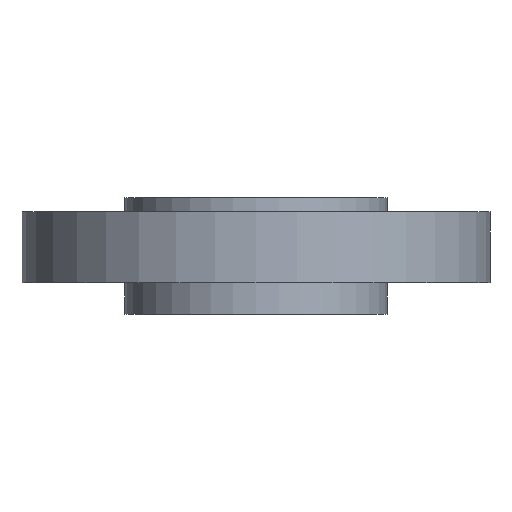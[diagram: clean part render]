
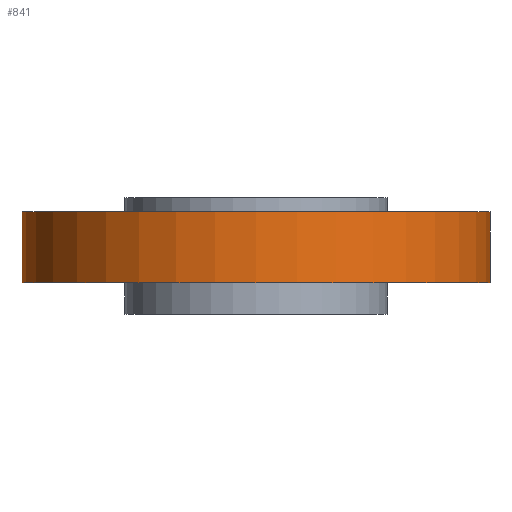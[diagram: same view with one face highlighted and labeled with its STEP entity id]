
A CAD part, front view. The second image highlights one B-rep face of the part: STEP entity #841.
In plain terms, the highlighted cylindrical face has radius 104.775 mm (diameter 209.55 mm), a partial arc.
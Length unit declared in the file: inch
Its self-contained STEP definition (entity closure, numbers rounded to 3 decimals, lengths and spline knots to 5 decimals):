
#25 = AXIS2_PLACEMENT_3D ( 'NONE', #1074, #327, #824 ) ;
#81 = VERTEX_POINT ( 'NONE', #635 ) ;
#88 = EDGE_LOOP ( 'NONE', ( #1012, #301, #954, #861 ) ) ;
#110 = VECTOR ( 'NONE', #485, 39.37008 ) ;
#147 = LINE ( 'NONE', #152, #110 ) ;
#152 = CARTESIAN_POINT ( 'NONE',  ( -4.125, 0., -13.16726 ) ) ;
#161 = CYLINDRICAL_SURFACE ( 'NONE', #25, 4.125 ) ;
#215 = DIRECTION ( 'NONE',  ( 0., 0., -1. ) ) ;
#299 = CARTESIAN_POINT ( 'NONE',  ( 0., 0., -1.5 ) ) ;
#301 = ORIENTED_EDGE ( 'NONE', *, *, #496, .F. ) ;
#327 = DIRECTION ( 'NONE',  ( 0., 0., 1. ) ) ;
#417 = CIRCLE ( 'NONE', #991, 4.125 ) ;
#421 = VERTEX_POINT ( 'NONE', #942 ) ;
#485 = DIRECTION ( 'NONE',  ( 0., 0., 1. ) ) ;
#492 = CARTESIAN_POINT ( 'NONE',  ( 4.125, 0., -1.5 ) ) ;
#496 = EDGE_CURVE ( 'NONE', #832, #421, #503, .T. ) ;
#503 = CIRCLE ( 'NONE', #916, 4.125 ) ;
#516 = LINE ( 'NONE', #670, #572 ) ;
#526 = EDGE_CURVE ( 'NONE', #421, #961, #147, .T. ) ;
#564 = DIRECTION ( 'NONE',  ( 0., 0., 1. ) ) ;
#572 = VECTOR ( 'NONE', #581, 39.37008 ) ;
#581 = DIRECTION ( 'NONE',  ( 0., 0., 1. ) ) ;
#634 = DIRECTION ( 'NONE',  ( 1., 0., 0. ) ) ;
#635 = CARTESIAN_POINT ( 'NONE',  ( 4.125, 0., -0.25 ) ) ;
#638 = CARTESIAN_POINT ( 'NONE',  ( 0., 0., -0.25 ) ) ;
#645 = DIRECTION ( 'NONE',  ( 1., 0., 0. ) ) ;
#670 = CARTESIAN_POINT ( 'NONE',  ( 4.125, 0., -13.16726 ) ) ;
#734 = FACE_OUTER_BOUND ( 'NONE', #88, .T. ) ;
#824 = DIRECTION ( 'NONE',  ( 1., 0., 0. ) ) ;
#827 = EDGE_CURVE ( 'NONE', #961, #81, #417, .T. ) ;
#832 = VERTEX_POINT ( 'NONE', #492 ) ;
#841 = ADVANCED_FACE ( 'NONE', ( #734 ), #161, .T. ) ;
#861 = ORIENTED_EDGE ( 'NONE', *, *, #827, .F. ) ;
#915 = EDGE_CURVE ( 'NONE', #832, #81, #516, .T. ) ;
#916 = AXIS2_PLACEMENT_3D ( 'NONE', #299, #215, #634 ) ;
#923 = CARTESIAN_POINT ( 'NONE',  ( -4.125, 0., -0.25 ) ) ;
#942 = CARTESIAN_POINT ( 'NONE',  ( -4.125, 0., -1.5 ) ) ;
#954 = ORIENTED_EDGE ( 'NONE', *, *, #915, .T. ) ;
#961 = VERTEX_POINT ( 'NONE', #923 ) ;
#991 = AXIS2_PLACEMENT_3D ( 'NONE', #638, #564, #645 ) ;
#1012 = ORIENTED_EDGE ( 'NONE', *, *, #526, .F. ) ;
#1074 = CARTESIAN_POINT ( 'NONE',  ( 0., 0., -13.16726 ) ) ;
